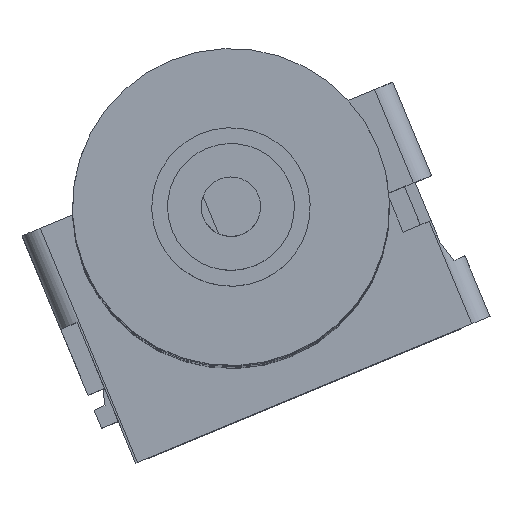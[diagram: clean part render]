
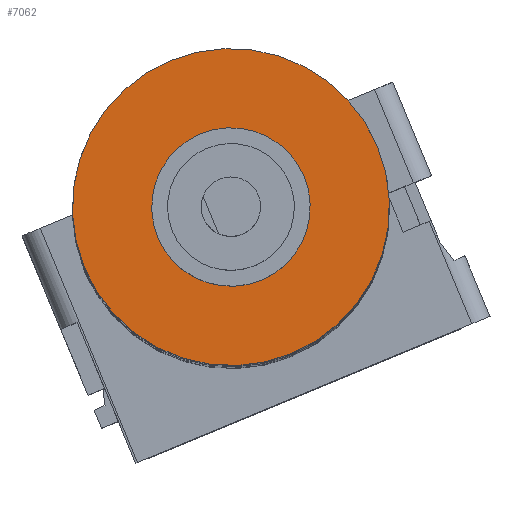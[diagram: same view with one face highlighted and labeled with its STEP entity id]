
A CAD part, top view. The second image highlights one B-rep face of the part: STEP entity #7062.
In plain terms, the highlighted planar face has unit normal (0, 0, 1).
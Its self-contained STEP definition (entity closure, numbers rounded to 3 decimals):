
#236 = PLANE ( 'NONE',  #8104 ) ;
#365 = CIRCLE ( 'NONE', #7382, 2. ) ;
#508 = ORIENTED_EDGE ( 'NONE', *, *, #4858, .F. ) ;
#621 = EDGE_LOOP ( 'NONE', ( #752, #508 ) ) ;
#752 = ORIENTED_EDGE ( 'NONE', *, *, #1068, .F. ) ;
#857 = CARTESIAN_POINT ( 'NONE',  ( -2.658, 35.122, 24.9 ) ) ;
#926 = DIRECTION ( 'NONE',  ( -0.924, -0.383, 0. ) ) ;
#1068 = EDGE_CURVE ( 'NONE', #4017, #4384, #2275, .T. ) ;
#1114 = EDGE_CURVE ( 'NONE', #1268, #2256, #365, .T. ) ;
#1188 = CARTESIAN_POINT ( 'NONE',  ( -4.506, 34.356, 24.9 ) ) ;
#1212 = CARTESIAN_POINT ( 'NONE',  ( -0.811, 35.888, 24.9 ) ) ;
#1231 = DIRECTION ( 'NONE',  ( 0., 0., -1. ) ) ;
#1268 = VERTEX_POINT ( 'NONE', #1862 ) ;
#1282 = CIRCLE ( 'NONE', #5150, 4. ) ;
#1855 = DIRECTION ( 'NONE',  ( -0.924, -0.383, 0. ) ) ;
#1862 = CARTESIAN_POINT ( 'NONE',  ( -6.353, 33.59, 24.9 ) ) ;
#2256 = VERTEX_POINT ( 'NONE', #857 ) ;
#2275 = CIRCLE ( 'NONE', #2710, 4. ) ;
#2466 = CARTESIAN_POINT ( 'NONE',  ( -4.506, 34.356, 24.9 ) ) ;
#2710 = AXIS2_PLACEMENT_3D ( 'NONE', #2466, #6902, #3124 ) ;
#2875 = ORIENTED_EDGE ( 'NONE', *, *, #8265, .F. ) ;
#3124 = DIRECTION ( 'NONE',  ( -0.924, -0.383, 0. ) ) ;
#3812 = CARTESIAN_POINT ( 'NONE',  ( -4.506, 34.356, 24.9 ) ) ;
#3838 = EDGE_LOOP ( 'NONE', ( #6475, #2875 ) ) ;
#4017 = VERTEX_POINT ( 'NONE', #1212 ) ;
#4384 = VERTEX_POINT ( 'NONE', #7273 ) ;
#4454 = DIRECTION ( 'NONE',  ( -0.924, -0.383, 0. ) ) ;
#4796 = CARTESIAN_POINT ( 'NONE',  ( -4.506, 34.356, 24.9 ) ) ;
#4828 = DIRECTION ( 'NONE',  ( 0., 0., -1. ) ) ;
#4858 = EDGE_CURVE ( 'NONE', #4384, #4017, #1282, .T. ) ;
#5115 = CARTESIAN_POINT ( 'NONE',  ( -4.506, 34.356, 24.9 ) ) ;
#5150 = AXIS2_PLACEMENT_3D ( 'NONE', #5115, #1231, #5758 ) ;
#5707 = DIRECTION ( 'NONE',  ( 0., 0., 1. ) ) ;
#5758 = DIRECTION ( 'NONE',  ( -0.924, -0.383, 0. ) ) ;
#6475 = ORIENTED_EDGE ( 'NONE', *, *, #1114, .F. ) ;
#6681 = FACE_OUTER_BOUND ( 'NONE', #621, .T. ) ;
#6902 = DIRECTION ( 'NONE',  ( 0., 0., -1. ) ) ;
#7062 = ADVANCED_FACE ( 'NONE', ( #6681, #8348 ), #236, .F. ) ;
#7273 = CARTESIAN_POINT ( 'NONE',  ( -8.201, 32.824, 24.9 ) ) ;
#7382 = AXIS2_PLACEMENT_3D ( 'NONE', #3812, #8172, #4454 ) ;
#7715 = CIRCLE ( 'NONE', #7858, 2. ) ;
#7858 = AXIS2_PLACEMENT_3D ( 'NONE', #1188, #5707, #1855 ) ;
#8104 = AXIS2_PLACEMENT_3D ( 'NONE', #4796, #4828, #926 ) ;
#8172 = DIRECTION ( 'NONE',  ( 0., 0., 1. ) ) ;
#8265 = EDGE_CURVE ( 'NONE', #2256, #1268, #7715, .T. ) ;
#8348 = FACE_BOUND ( 'NONE', #3838, .T. ) ;
